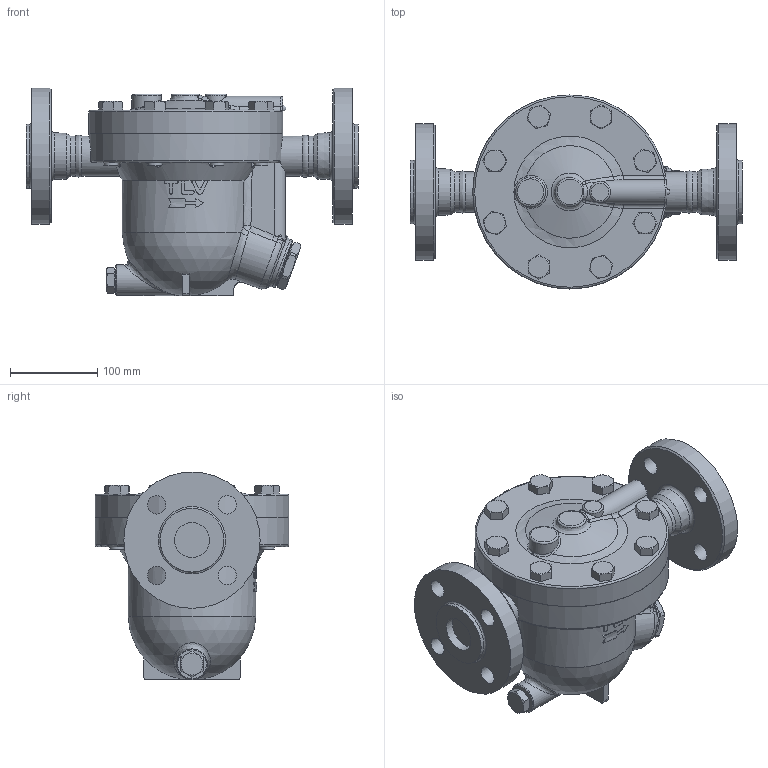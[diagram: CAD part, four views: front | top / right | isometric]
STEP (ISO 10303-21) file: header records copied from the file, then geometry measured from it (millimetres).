
FILE_DESCRIPTION((''),'2;1');
FILE_NAME('j7rmb-040-a0600-00.stp','2010-07-30T16:30:10',('nakaot'),(''),'Autodesk Inventor 2008','Autodesk Inventor 2008','');
FILE_SCHEMA(('AUTOMOTIVE_DESIGN { 1 0 10303 214 1 1 1 1 }'));
Length unit declared in the file: millimetre
Products named in the file (1): j7rmb-040-a0600-00
Bounding box: 380 x 222 x 238 mm (x, y, z)
Volume: 6117213.8 mm3; surface area: 390454.2 mm2
Topology: 1 solids, 1 shells, 370 faces, 895 edges, 562 vertices
Faces by surface type: plane 131, bspline 94, cone 70, cylinder 65, torus 7, sphere 3
Full cylindrical faces by diameter (mm): 16 x16, 21 x5, 24 x1, 34 x1, 35 x1, 40 x1, 45.895 x1, 46 x2, 49.5 x1, 58 x1, 73 x1, 130 x1, 156 x1, 222 x2
Entity records: 23305 total; most frequent: CARTESIAN_POINT 15849, ORIENTED_EDGE 1590, DIRECTION 1340, EDGE_CURVE 795, AXIS2_PLACEMENT_3D 573, VERTEX_POINT 537, EDGE_LOOP 512, FACE_OUTER_BOUND 370
